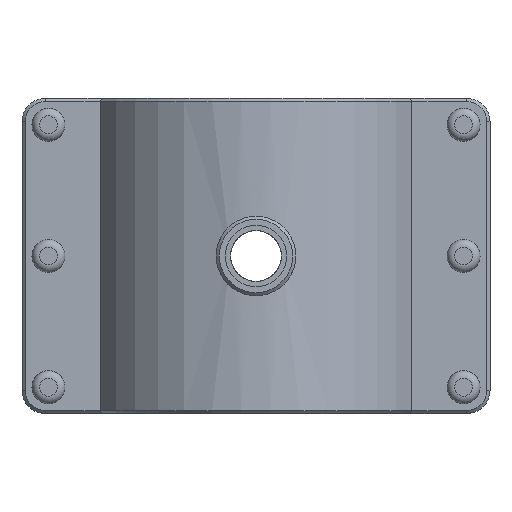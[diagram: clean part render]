
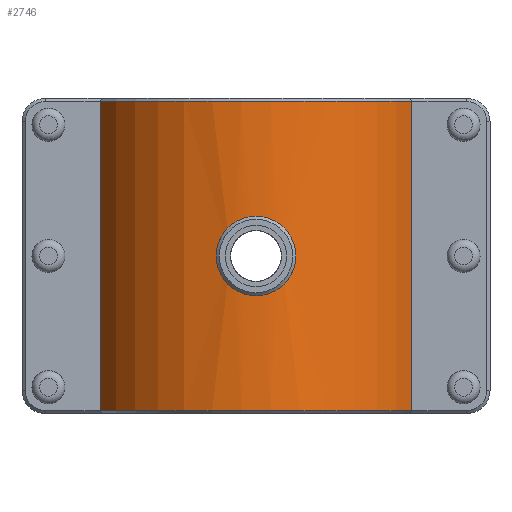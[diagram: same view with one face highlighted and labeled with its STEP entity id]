
A CAD part, front view. The second image highlights one B-rep face of the part: STEP entity #2746.
In plain terms, the highlighted cylindrical face has radius 68.75 mm (diameter 137.5 mm), a partial arc.
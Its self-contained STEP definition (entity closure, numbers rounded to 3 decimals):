
#203=LINE('',#4606,#427);
#204=LINE('',#4608,#428);
#427=VECTOR('',#3647,121.5);
#428=VECTOR('',#3650,121.5);
#686=CIRCLE('',#2983,68.75);
#687=CIRCLE('',#2986,68.75);
#767=FACE_BOUND('',#1149,.T.);
#927=FACE_OUTER_BOUND('',#1148,.T.);
#1148=EDGE_LOOP('',(#2298,#2299,#2300,#2301));
#1149=EDGE_LOOP('',(#2302));
#1244=B_SPLINE_CURVE_WITH_KNOTS('',3,(#3929,#3930,#3931,#3932,#3933,#3934,
#3935,#3936,#3937,#3938,#3939,#3940,#3941,#3942,#3943,#3944,#3945,#3946,
#3947,#3948,#3949,#3950,#3951,#3952,#3953,#3954,#3955,#3956,#3957,#3958,
#3959,#3960,#3961,#3962),.UNSPECIFIED.,.T.,.F.,(4,2,2,2,2,2,2,2,2,2,2,2,
2,2,2,2,4),(0.,0.377,0.755,1.132,1.509,
1.886,2.264,2.641,3.018,3.395,
3.773,4.15,4.527,4.904,5.282,
5.659,6.036),.UNSPECIFIED.);
#1260=VERTEX_POINT('',#3928);
#1427=VERTEX_POINT('',#4546);
#1428=VERTEX_POINT('',#4551);
#1429=VERTEX_POINT('',#4558);
#1431=VERTEX_POINT('',#4567);
#1508=EDGE_CURVE('',#1260,#1260,#1244,.T.);
#1736=EDGE_CURVE('',#1427,#1428,#686,.T.);
#1742=EDGE_CURVE('',#1431,#1429,#687,.T.);
#1759=EDGE_CURVE('',#1427,#1429,#203,.T.);
#1760=EDGE_CURVE('',#1428,#1431,#204,.T.);
#2298=ORIENTED_EDGE('',*,*,#1736,.F.);
#2299=ORIENTED_EDGE('',*,*,#1759,.T.);
#2300=ORIENTED_EDGE('',*,*,#1742,.F.);
#2301=ORIENTED_EDGE('',*,*,#1760,.F.);
#2302=ORIENTED_EDGE('',*,*,#1508,.T.);
#2609=CYLINDRICAL_SURFACE('',#3001,68.75);
#2746=ADVANCED_FACE('',(#927,#767),#2609,.T.);
#2983=AXIS2_PLACEMENT_3D('',#4552,#3597,#3598);
#2986=AXIS2_PLACEMENT_3D('',#4572,#3605,#3606);
#3001=AXIS2_PLACEMENT_3D('',#4607,#3648,#3649);
#3597=DIRECTION('center_axis',(0.,0.,-1.));
#3598=DIRECTION('ref_axis',(1.,0.,0.));
#3605=DIRECTION('center_axis',(0.,0.,1.));
#3606=DIRECTION('ref_axis',(1.,0.,0.));
#3647=DIRECTION('',(0.,0.,1.));
#3648=DIRECTION('center_axis',(0.,0.,1.));
#3649=DIRECTION('ref_axis',(1.,0.,0.));
#3650=DIRECTION('',(0.,0.,1.));
#3928=CARTESIAN_POINT('',(-10.,-68.019,0.));
#3929=CARTESIAN_POINT('Ctrl Pts',(-10.,-68.019,0.));
#3930=CARTESIAN_POINT('Ctrl Pts',(-10.,-68.019,1.258));
#3931=CARTESIAN_POINT('Ctrl Pts',(-9.748,-68.057,2.598));
#3932=CARTESIAN_POINT('Ctrl Pts',(-8.727,-68.196,5.061));
#3933=CARTESIAN_POINT('Ctrl Pts',(-7.958,-68.294,6.184));
#3934=CARTESIAN_POINT('Ctrl Pts',(-6.184,-68.477,7.958));
#3935=CARTESIAN_POINT('Ctrl Pts',(-5.061,-68.575,8.727));
#3936=CARTESIAN_POINT('Ctrl Pts',(-2.598,-68.712,9.748));
#3937=CARTESIAN_POINT('Ctrl Pts',(-1.258,-68.75,10.));
#3938=CARTESIAN_POINT('Ctrl Pts',(1.258,-68.75,10.));
#3939=CARTESIAN_POINT('Ctrl Pts',(2.598,-68.712,9.748));
#3940=CARTESIAN_POINT('Ctrl Pts',(5.061,-68.575,8.727));
#3941=CARTESIAN_POINT('Ctrl Pts',(6.184,-68.477,7.958));
#3942=CARTESIAN_POINT('Ctrl Pts',(7.958,-68.294,6.184));
#3943=CARTESIAN_POINT('Ctrl Pts',(8.727,-68.196,5.061));
#3944=CARTESIAN_POINT('Ctrl Pts',(9.748,-68.057,2.598));
#3945=CARTESIAN_POINT('Ctrl Pts',(10.,-68.019,1.258));
#3946=CARTESIAN_POINT('Ctrl Pts',(10.,-68.019,-1.258));
#3947=CARTESIAN_POINT('Ctrl Pts',(9.748,-68.057,-2.598));
#3948=CARTESIAN_POINT('Ctrl Pts',(8.727,-68.196,-5.061));
#3949=CARTESIAN_POINT('Ctrl Pts',(7.958,-68.294,-6.184));
#3950=CARTESIAN_POINT('Ctrl Pts',(6.184,-68.477,-7.958));
#3951=CARTESIAN_POINT('Ctrl Pts',(5.061,-68.575,-8.727));
#3952=CARTESIAN_POINT('Ctrl Pts',(2.598,-68.712,-9.748));
#3953=CARTESIAN_POINT('Ctrl Pts',(1.258,-68.75,-10.));
#3954=CARTESIAN_POINT('Ctrl Pts',(-1.258,-68.75,-10.));
#3955=CARTESIAN_POINT('Ctrl Pts',(-2.598,-68.712,-9.748));
#3956=CARTESIAN_POINT('Ctrl Pts',(-5.061,-68.575,-8.727));
#3957=CARTESIAN_POINT('Ctrl Pts',(-6.184,-68.477,-7.958));
#3958=CARTESIAN_POINT('Ctrl Pts',(-7.958,-68.294,-6.184));
#3959=CARTESIAN_POINT('Ctrl Pts',(-8.727,-68.196,-5.061));
#3960=CARTESIAN_POINT('Ctrl Pts',(-9.748,-68.057,-2.598));
#3961=CARTESIAN_POINT('Ctrl Pts',(-10.,-68.019,-1.258));
#3962=CARTESIAN_POINT('Ctrl Pts',(-10.,-68.019,0.));
#4546=CARTESIAN_POINT('',(61.237,-31.25,-60.75));
#4551=CARTESIAN_POINT('',(-61.237,-31.25,-60.75));
#4552=CARTESIAN_POINT('Origin',(0.,0.,-60.75));
#4558=CARTESIAN_POINT('',(61.237,-31.25,60.75));
#4567=CARTESIAN_POINT('',(-61.237,-31.25,60.75));
#4572=CARTESIAN_POINT('Origin',(0.,0.,60.75));
#4606=CARTESIAN_POINT('',(61.237,-31.25,0.));
#4607=CARTESIAN_POINT('Origin',(0.,0.,0.));
#4608=CARTESIAN_POINT('',(-61.237,-31.25,0.));
